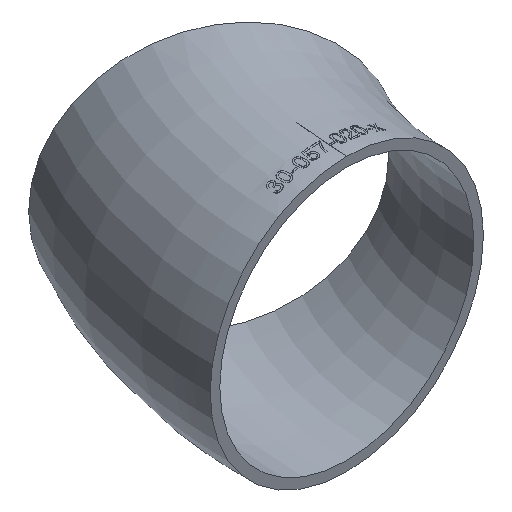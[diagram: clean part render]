
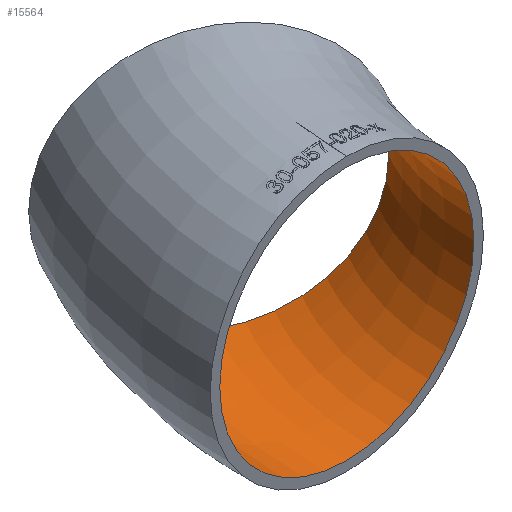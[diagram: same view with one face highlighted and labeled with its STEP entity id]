
A CAD part, isometric view. The second image highlights one B-rep face of the part: STEP entity #15564.
In plain terms, the highlighted toroidal (fillet/blend) face has major radius 75 mm and minor radius 26.5 mm.
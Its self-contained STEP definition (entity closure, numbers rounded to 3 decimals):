
#320 = FACE_OUTER_BOUND ( 'NONE', #3410, .T. ) ;
#1129 = EDGE_CURVE ( 'NONE', #18782, #18782, #14535, .T. ) ;
#3410 = EDGE_LOOP ( 'NONE', ( #18880 ) ) ;
#3732 = EDGE_CURVE ( 'NONE', #15808, #15808, #13782, .T. ) ;
#3810 = AXIS2_PLACEMENT_3D ( 'NONE', #13609, #11742, #8842 ) ;
#6979 = DIRECTION ( 'NONE',  ( 0., 0., 1. ) ) ;
#7510 = DIRECTION ( 'NONE',  ( 0., 0., -1. ) ) ;
#8284 = DIRECTION ( 'NONE',  ( -1., 0., 0. ) ) ;
#8482 = CARTESIAN_POINT ( 'NONE',  ( -75., 0., 26.5 ) ) ;
#8842 = DIRECTION ( 'NONE',  ( -0.866, 0.5, 0. ) ) ;
#10004 = TOROIDAL_SURFACE ( 'NONE', #13187, 75., 26.5 ) ;
#10277 = EDGE_LOOP ( 'NONE', ( #18340 ) ) ;
#10480 = CARTESIAN_POINT ( 'NONE',  ( 0., 0., 0. ) ) ;
#11742 = DIRECTION ( 'NONE',  ( 0.5, 0.866, 0. ) ) ;
#13187 = AXIS2_PLACEMENT_3D ( 'NONE', #10480, #7510, #8284 ) ;
#13317 = DIRECTION ( 'NONE',  ( 0., 1., 0. ) ) ;
#13609 = CARTESIAN_POINT ( 'NONE',  ( -64.952, 37.5, 0. ) ) ;
#13782 = CIRCLE ( 'NONE', #17597, 26.5 ) ;
#14516 = CARTESIAN_POINT ( 'NONE',  ( -87.902, 50.75, 0. ) ) ;
#14535 = CIRCLE ( 'NONE', #3810, 26.5 ) ;
#14587 = CARTESIAN_POINT ( 'NONE',  ( -75., 0., 0. ) ) ;
#15564 = ADVANCED_FACE ( 'NONE', ( #320, #18399 ), #10004, .F. ) ;
#15808 = VERTEX_POINT ( 'NONE', #8482 ) ;
#17597 = AXIS2_PLACEMENT_3D ( 'NONE', #14587, #13317, #6979 ) ;
#18340 = ORIENTED_EDGE ( 'NONE', *, *, #3732, .F. ) ;
#18399 = FACE_OUTER_BOUND ( 'NONE', #10277, .T. ) ;
#18782 = VERTEX_POINT ( 'NONE', #14516 ) ;
#18880 = ORIENTED_EDGE ( 'NONE', *, *, #1129, .T. ) ;
